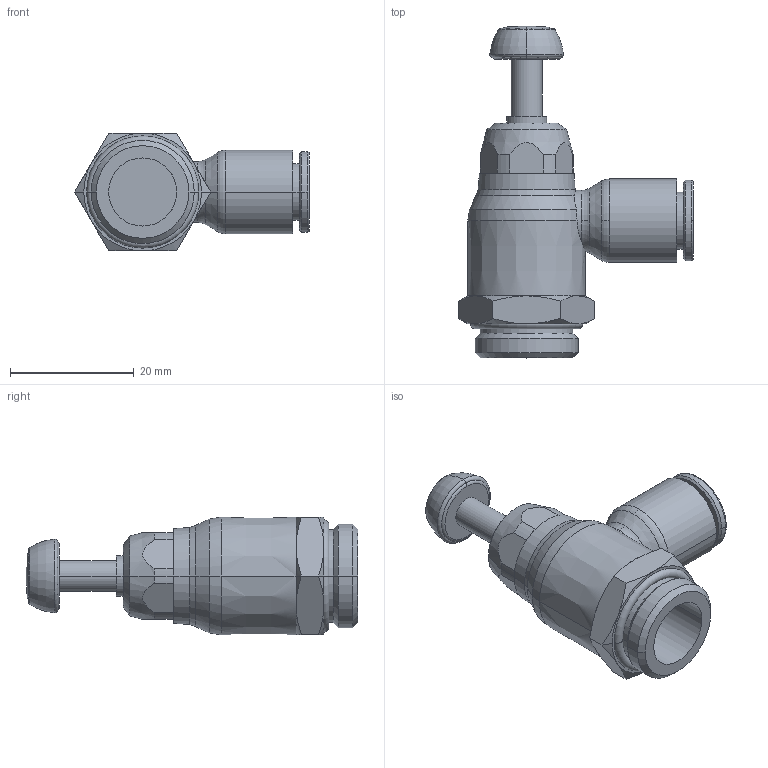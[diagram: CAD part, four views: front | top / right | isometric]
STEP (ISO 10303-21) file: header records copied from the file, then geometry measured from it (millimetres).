
FILE_DESCRIPTION(('STEP AP214'),'1');
FILE_NAME('7060_08_17.stp','2016-07-07T14:54:25',('TraceParts'),('TraceParts S.A.'),'Spatial InterOp 3D',' ',' ');
FILE_SCHEMA(('automotive_design'));
Length unit declared in the file: millimetre
Products named in the file (1): 1
Bounding box: 37.87 x 53.59 x 19 mm (x, y, z)
Volume: 8352.1 mm3; surface area: 5608.1 mm2
Topology: 1 solids, 1 shells, 113 faces, 276 edges, 171 vertices
Faces by surface type: cone 40, cylinder 30, plane 23, torus 18, revolution 2
Entity records: 3500 total; most frequent: CARTESIAN_POINT 821, DIRECTION 605, ORIENTED_EDGE 548, EDGE_CURVE 274, AXIS2_PLACEMENT_3D 261, VERTEX_POINT 171, CIRCLE 149, EDGE_LOOP 123
